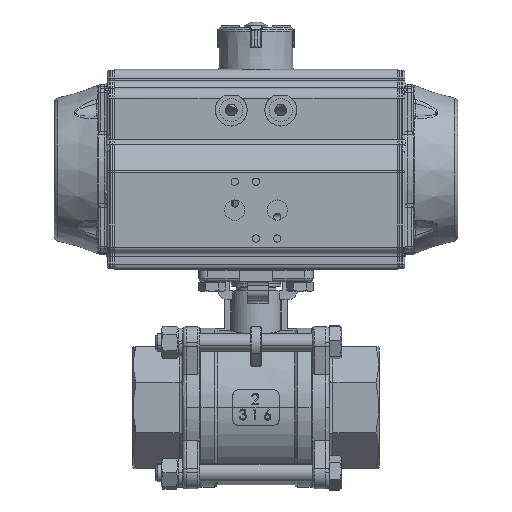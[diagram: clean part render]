
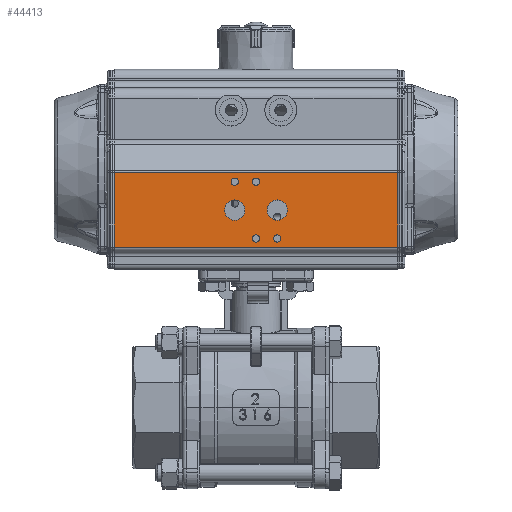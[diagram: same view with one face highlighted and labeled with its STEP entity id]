
A CAD part, top view. The second image highlights one B-rep face of the part: STEP entity #44413.
In plain terms, the highlighted face is planar.
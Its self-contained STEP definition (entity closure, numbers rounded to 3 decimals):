
#4971=LINE('',#90960,#7331);
#4985=LINE('',#91024,#7345);
#5001=LINE('',#91090,#7361);
#5002=LINE('',#91091,#7362);
#7331=VECTOR('',#54832,1000.);
#7345=VECTOR('',#54888,1000.);
#7361=VECTOR('',#54942,1000.);
#7362=VECTOR('',#54943,1000.);
#13159=ORIENTED_EDGE('',*,*,#24795,.F.);
#13160=ORIENTED_EDGE('',*,*,#24828,.T.);
#13161=ORIENTED_EDGE('',*,*,#24765,.T.);
#13162=ORIENTED_EDGE('',*,*,#24829,.T.);
#13163=ORIENTED_EDGE('',*,*,#24713,.T.);
#13164=ORIENTED_EDGE('',*,*,#24695,.T.);
#13165=ORIENTED_EDGE('',*,*,#24715,.T.);
#13166=ORIENTED_EDGE('',*,*,#24717,.T.);
#13167=ORIENTED_EDGE('',*,*,#24719,.T.);
#13168=ORIENTED_EDGE('',*,*,#24721,.T.);
#24695=EDGE_CURVE('',#30808,#30808,#34444,.T.);
#24713=EDGE_CURVE('',#30829,#30829,#34462,.T.);
#24715=EDGE_CURVE('',#30831,#30831,#34464,.T.);
#24717=EDGE_CURVE('',#30833,#30833,#34466,.T.);
#24719=EDGE_CURVE('',#30835,#30835,#34468,.T.);
#24721=EDGE_CURVE('',#30837,#30837,#34470,.T.);
#24765=EDGE_CURVE('',#30884,#30882,#4971,.T.);
#24795=EDGE_CURVE('',#30913,#30914,#4985,.T.);
#24828=EDGE_CURVE('',#30913,#30884,#5001,.T.);
#24829=EDGE_CURVE('',#30882,#30914,#5002,.T.);
#30808=VERTEX_POINT('',#90755);
#30829=VERTEX_POINT('',#90807);
#30831=VERTEX_POINT('',#90812);
#30833=VERTEX_POINT('',#90817);
#30835=VERTEX_POINT('',#90822);
#30837=VERTEX_POINT('',#90827);
#30882=VERTEX_POINT('',#90958);
#30884=VERTEX_POINT('',#90961);
#30913=VERTEX_POINT('',#91025);
#30914=VERTEX_POINT('',#91026);
#34444=CIRCLE('',#48020,5.723);
#34462=CIRCLE('',#48051,5.723);
#34464=CIRCLE('',#48054,2.067);
#34466=CIRCLE('',#48057,2.067);
#34468=CIRCLE('',#48060,2.067);
#34470=CIRCLE('',#48063,2.067);
#37092=EDGE_LOOP('',(#13159,#13160,#13161,#13162));
#37093=EDGE_LOOP('',(#13163));
#37094=EDGE_LOOP('',(#13164));
#37095=EDGE_LOOP('',(#13165));
#37096=EDGE_LOOP('',(#13166));
#37097=EDGE_LOOP('',(#13167));
#37098=EDGE_LOOP('',(#13168));
#40387=FACE_BOUND('',#37092,.T.);
#40388=FACE_BOUND('',#37093,.T.);
#40389=FACE_BOUND('',#37094,.T.);
#40390=FACE_BOUND('',#37095,.T.);
#40391=FACE_BOUND('',#37096,.T.);
#40392=FACE_BOUND('',#37097,.T.);
#40393=FACE_BOUND('',#37098,.T.);
#43062=PLANE('',#48173);
#44413=ADVANCED_FACE('',(#40387,#40388,#40389,#40390,#40391,#40392,#40393),
#43062,.T.);
#48020=AXIS2_PLACEMENT_3D('',#90754,#54604,#54605);
#48051=AXIS2_PLACEMENT_3D('',#90806,#54666,#54667);
#48054=AXIS2_PLACEMENT_3D('',#90811,#54672,#54673);
#48057=AXIS2_PLACEMENT_3D('',#90816,#54678,#54679);
#48060=AXIS2_PLACEMENT_3D('',#90821,#54684,#54685);
#48063=AXIS2_PLACEMENT_3D('',#90826,#54690,#54691);
#48173=AXIS2_PLACEMENT_3D('',#91089,#54940,#54941);
#54604=DIRECTION('',(-1.,0.,0.));
#54605=DIRECTION('',(0.,0.,-1.));
#54666=DIRECTION('',(-1.,0.,0.));
#54667=DIRECTION('',(0.,0.,-1.));
#54672=DIRECTION('',(-1.,0.,0.));
#54673=DIRECTION('',(0.,0.,-1.));
#54678=DIRECTION('',(-1.,0.,0.));
#54679=DIRECTION('',(0.,0.,-1.));
#54684=DIRECTION('',(-1.,0.,0.));
#54685=DIRECTION('',(0.,0.,-1.));
#54690=DIRECTION('',(-1.,0.,0.));
#54691=DIRECTION('',(0.,0.,-1.));
#54832=DIRECTION('',(0.,1.,0.));
#54888=DIRECTION('',(0.,1.,0.));
#54940=DIRECTION('',(1.,0.,0.));
#54941=DIRECTION('',(0.,1.,0.));
#54942=DIRECTION('',(0.,0.,-1.));
#54943=DIRECTION('',(0.,0.,1.));
#90754=CARTESIAN_POINT('',(56.5,-23.,92.));
#90755=CARTESIAN_POINT('',(56.5,-23.,86.278));
#90806=CARTESIAN_POINT('',(56.5,-23.,68.));
#90807=CARTESIAN_POINT('',(56.5,-23.,62.278));
#90811=CARTESIAN_POINT('',(56.5,-7.,92.));
#90812=CARTESIAN_POINT('',(56.5,-7.,89.933));
#90816=CARTESIAN_POINT('',(56.5,-39.,68.));
#90817=CARTESIAN_POINT('',(56.5,-39.,65.933));
#90821=CARTESIAN_POINT('',(56.5,-39.,80.));
#90822=CARTESIAN_POINT('',(56.5,-39.,77.933));
#90826=CARTESIAN_POINT('',(56.5,-7.,80.));
#90827=CARTESIAN_POINT('',(56.5,-7.,77.933));
#90958=CARTESIAN_POINT('',(56.5,-1.67,0.));
#90960=CARTESIAN_POINT('',(56.5,-2.866,0.));
#90961=CARTESIAN_POINT('',(56.5,-44.,0.));
#91024=CARTESIAN_POINT('',(56.5,-2.866,160.));
#91025=CARTESIAN_POINT('',(56.5,-44.,160.));
#91026=CARTESIAN_POINT('',(56.5,-1.67,160.));
#91089=CARTESIAN_POINT('',(56.5,-44.,0.));
#91090=CARTESIAN_POINT('',(56.5,-44.,0.));
#91091=CARTESIAN_POINT('',(56.5,-1.67,0.));
